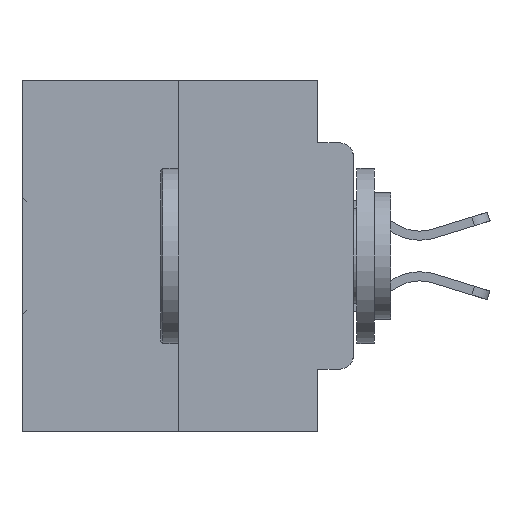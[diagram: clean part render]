
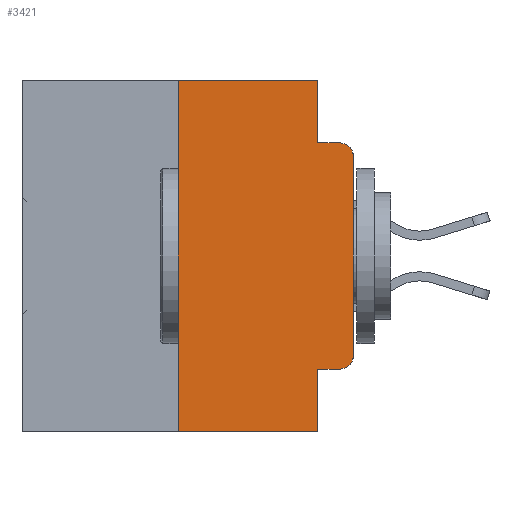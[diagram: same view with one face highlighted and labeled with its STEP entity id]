
A CAD part, left-side view. The second image highlights one B-rep face of the part: STEP entity #3421.
In plain terms, the highlighted planar face has unit normal (-1, 0, 0).
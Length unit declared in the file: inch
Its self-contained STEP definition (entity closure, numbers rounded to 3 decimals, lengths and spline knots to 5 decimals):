
#5 = DIRECTION ( 'NONE',  ( 0., 0., 1. ) ) ;
#637 = VECTOR ( 'NONE', #18650, 39.37008 ) ;
#1126 = VERTEX_POINT ( 'NONE', #28058 ) ;
#1258 = DIRECTION ( 'NONE',  ( 0., 0., -1. ) ) ;
#2565 = VERTEX_POINT ( 'NONE', #13273 ) ;
#2628 = CARTESIAN_POINT ( 'NONE',  ( 0., 0.051, -0.0885 ) ) ;
#3346 = ORIENTED_EDGE ( 'NONE', *, *, #29164, .F. ) ;
#3421 = ADVANCED_FACE ( 'NONE', ( #21122 ), #12493, .F. ) ;
#3842 = CARTESIAN_POINT ( 'NONE',  ( 0., 0.02, -0.0885 ) ) ;
#5047 = LINE ( 'NONE', #24132, #14453 ) ;
#5083 = VERTEX_POINT ( 'NONE', #31712 ) ;
#5204 = LINE ( 'NONE', #12190, #6866 ) ;
#5326 = CARTESIAN_POINT ( 'NONE',  ( 0., 0.02, -0.4115 ) ) ;
#5508 = VECTOR ( 'NONE', #5, 39.37008 ) ;
#6258 = LINE ( 'NONE', #32185, #10756 ) ;
#6335 = VERTEX_POINT ( 'NONE', #11079 ) ;
#6866 = VECTOR ( 'NONE', #9232, 39.37008 ) ;
#6874 = CIRCLE ( 'NONE', #19169, 0.02 ) ;
#7465 = EDGE_CURVE ( 'NONE', #25292, #1126, #6874, .T. ) ;
#8142 = DIRECTION ( 'NONE',  ( -1., 0., 0. ) ) ;
#8447 = DIRECTION ( 'NONE',  ( 0., 0., -1. ) ) ;
#8607 = EDGE_CURVE ( 'NONE', #14996, #9647, #23993, .T. ) ;
#9232 = DIRECTION ( 'NONE',  ( 0., -1., 0. ) ) ;
#9647 = VERTEX_POINT ( 'NONE', #17919 ) ;
#9726 = VECTOR ( 'NONE', #13172, 39.37008 ) ;
#10382 = ORIENTED_EDGE ( 'NONE', *, *, #11106, .T. ) ;
#10756 = VECTOR ( 'NONE', #29309, 39.37008 ) ;
#10977 = CARTESIAN_POINT ( 'NONE',  ( 0., 0.25, 0. ) ) ;
#11079 = CARTESIAN_POINT ( 'NONE',  ( 0., 0.25, 0. ) ) ;
#11106 = EDGE_CURVE ( 'NONE', #1126, #5083, #6258, .T. ) ;
#12025 = CARTESIAN_POINT ( 'NONE',  ( 0., 0.051, 0. ) ) ;
#12094 = CARTESIAN_POINT ( 'NONE',  ( 0., 0.051, -0.4115 ) ) ;
#12190 = CARTESIAN_POINT ( 'NONE',  ( 0., 0.051, -0.4115 ) ) ;
#12476 = LINE ( 'NONE', #10977, #5508 ) ;
#12493 = PLANE ( 'NONE',  #18074 ) ;
#13007 = EDGE_LOOP ( 'NONE', ( #10382, #29801, #25518, #3346, #25538, #13038, #30398, #13626, #20426, #27297 ) ) ;
#13038 = ORIENTED_EDGE ( 'NONE', *, *, #32691, .F. ) ;
#13172 = DIRECTION ( 'NONE',  ( 0., -1., 0. ) ) ;
#13273 = CARTESIAN_POINT ( 'NONE',  ( 0., 0.051, 0. ) ) ;
#13626 = ORIENTED_EDGE ( 'NONE', *, *, #16562, .F. ) ;
#14453 = VECTOR ( 'NONE', #8447, 39.37008 ) ;
#14996 = VERTEX_POINT ( 'NONE', #20826 ) ;
#15113 = CARTESIAN_POINT ( 'NONE',  ( 0., 0.473, 0. ) ) ;
#16241 = DIRECTION ( 'NONE',  ( 0., 0., -1. ) ) ;
#16562 = EDGE_CURVE ( 'NONE', #17297, #9647, #23731, .T. ) ;
#16793 = CIRCLE ( 'NONE', #20711, 0.02 ) ;
#17297 = VERTEX_POINT ( 'NONE', #12094 ) ;
#17306 = VERTEX_POINT ( 'NONE', #3842 ) ;
#17741 = DIRECTION ( 'NONE',  ( 1., 0., 0. ) ) ;
#17919 = CARTESIAN_POINT ( 'NONE',  ( 0., 0.051, -0.5 ) ) ;
#18074 = AXIS2_PLACEMENT_3D ( 'NONE', #15113, #17741, #30716 ) ;
#18327 = DIRECTION ( 'NONE',  ( -1., 0., 0. ) ) ;
#18650 = DIRECTION ( 'NONE',  ( 0., -1., 0. ) ) ;
#19169 = AXIS2_PLACEMENT_3D ( 'NONE', #31657, #18327, #31544 ) ;
#20426 = ORIENTED_EDGE ( 'NONE', *, *, #29417, .T. ) ;
#20711 = AXIS2_PLACEMENT_3D ( 'NONE', #23824, #8142, #16241 ) ;
#20826 = CARTESIAN_POINT ( 'NONE',  ( 0., 0.25, -0.5 ) ) ;
#20946 = DIRECTION ( 'NONE',  ( 0., -1., 0. ) ) ;
#21122 = FACE_OUTER_BOUND ( 'NONE', #13007, .T. ) ;
#21625 = EDGE_CURVE ( 'NONE', #5083, #17306, #16793, .T. ) ;
#21685 = VECTOR ( 'NONE', #1258, 39.37008 ) ;
#23723 = CARTESIAN_POINT ( 'NONE',  ( 0., 0.473, -0.5 ) ) ;
#23731 = LINE ( 'NONE', #12025, #21685 ) ;
#23824 = CARTESIAN_POINT ( 'NONE',  ( 0., 0.02, -0.1085 ) ) ;
#23993 = LINE ( 'NONE', #23723, #637 ) ;
#24132 = CARTESIAN_POINT ( 'NONE',  ( 0., 0.051, 0. ) ) ;
#25292 = VERTEX_POINT ( 'NONE', #5326 ) ;
#25518 = ORIENTED_EDGE ( 'NONE', *, *, #33757, .F. ) ;
#25538 = ORIENTED_EDGE ( 'NONE', *, *, #28634, .F. ) ;
#26290 = CARTESIAN_POINT ( 'NONE',  ( 0., 0.051, -0.0885 ) ) ;
#27032 = CARTESIAN_POINT ( 'NONE',  ( 0., 0.473, 0. ) ) ;
#27297 = ORIENTED_EDGE ( 'NONE', *, *, #7465, .T. ) ;
#28058 = CARTESIAN_POINT ( 'NONE',  ( 0., 0., -0.3915 ) ) ;
#28456 = VECTOR ( 'NONE', #20946, 39.37008 ) ;
#28634 = EDGE_CURVE ( 'NONE', #6335, #2565, #32977, .T. ) ;
#29164 = EDGE_CURVE ( 'NONE', #2565, #29742, #5047, .T. ) ;
#29309 = DIRECTION ( 'NONE',  ( 0., 0., 1. ) ) ;
#29417 = EDGE_CURVE ( 'NONE', #17297, #25292, #5204, .T. ) ;
#29742 = VERTEX_POINT ( 'NONE', #26290 ) ;
#29801 = ORIENTED_EDGE ( 'NONE', *, *, #21625, .T. ) ;
#30205 = LINE ( 'NONE', #2628, #9726 ) ;
#30398 = ORIENTED_EDGE ( 'NONE', *, *, #8607, .T. ) ;
#30716 = DIRECTION ( 'NONE',  ( 0., 0., -1. ) ) ;
#31544 = DIRECTION ( 'NONE',  ( 0., 0., -1. ) ) ;
#31657 = CARTESIAN_POINT ( 'NONE',  ( 0., 0.02, -0.3915 ) ) ;
#31712 = CARTESIAN_POINT ( 'NONE',  ( 0., 0., -0.1085 ) ) ;
#32185 = CARTESIAN_POINT ( 'NONE',  ( 0., 0., 0. ) ) ;
#32691 = EDGE_CURVE ( 'NONE', #14996, #6335, #12476, .T. ) ;
#32977 = LINE ( 'NONE', #27032, #28456 ) ;
#33757 = EDGE_CURVE ( 'NONE', #29742, #17306, #30205, .T. ) ;
